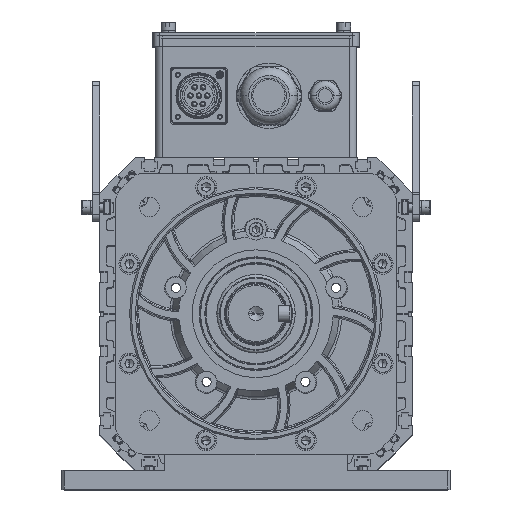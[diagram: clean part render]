
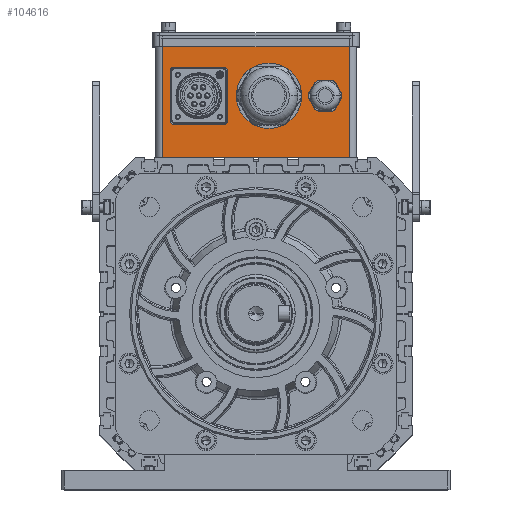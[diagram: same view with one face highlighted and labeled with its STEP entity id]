
A CAD part, top view. The second image highlights one B-rep face of the part: STEP entity #104616.
In plain terms, the highlighted planar face has unit normal (0, 0, 1).
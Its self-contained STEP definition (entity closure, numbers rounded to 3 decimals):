
#24 = EDGE_CURVE ( 'NONE', #138971, #23450, #50662, .T. ) ;
#196 = ORIENTED_EDGE ( 'NONE', *, *, #40501, .T. ) ;
#3092 = VECTOR ( 'NONE', #101910, 1000. ) ;
#3515 = EDGE_CURVE ( 'NONE', #79669, #89225, #14139, .T. ) ;
#4750 = ORIENTED_EDGE ( 'NONE', *, *, #31425, .F. ) ;
#7894 = VECTOR ( 'NONE', #68971, 1000. ) ;
#8006 = DIRECTION ( 'NONE',  ( 0., -1., 0. ) ) ;
#8492 = ORIENTED_EDGE ( 'NONE', *, *, #67021, .F. ) ;
#8721 = CARTESIAN_POINT ( 'NONE',  ( 49.25, 165.5, 39. ) ) ;
#9117 = DIRECTION ( 'NONE',  ( 0., 1., 0. ) ) ;
#9230 = EDGE_CURVE ( 'NONE', #18412, #123367, #94248, .T. ) ;
#9405 = VERTEX_POINT ( 'NONE', #71143 ) ;
#9996 = DIRECTION ( 'NONE',  ( 0., 1., 0. ) ) ;
#11117 = CIRCLE ( 'NONE', #54809, 2. ) ;
#12830 = CARTESIAN_POINT ( 'NONE',  ( -66.75, 111.5, 39. ) ) ;
#13368 = VECTOR ( 'NONE', #113484, 1000. ) ;
#13435 = VERTEX_POINT ( 'NONE', #116949 ) ;
#14139 = LINE ( 'NONE', #58031, #3092 ) ;
#15495 = CARTESIAN_POINT ( 'NONE',  ( -20.5, 173.75, 39. ) ) ;
#18412 = VERTEX_POINT ( 'NONE', #82173 ) ;
#18824 = EDGE_LOOP ( 'NONE', ( #196, #18991, #109206, #113137 ) ) ;
#18991 = ORIENTED_EDGE ( 'NONE', *, *, #3515, .F. ) ;
#19767 = CARTESIAN_POINT ( 'NONE',  ( -61., 173.75, 39. ) ) ;
#20588 = CARTESIAN_POINT ( 'NONE',  ( -59., 135.25, 39. ) ) ;
#21076 = FACE_BOUND ( 'NONE', #140536, .T. ) ;
#22521 = ORIENTED_EDGE ( 'NONE', *, *, #85829, .F. ) ;
#23450 = VERTEX_POINT ( 'NONE', #127568 ) ;
#23568 = AXIS2_PLACEMENT_3D ( 'NONE', #111744, #66428, #141985 ) ;
#23915 = PLANE ( 'NONE',  #23568 ) ;
#24335 = DIRECTION ( 'NONE',  ( 1., 0., 0. ) ) ;
#24973 = CIRCLE ( 'NONE', #132978, 18.25 ) ;
#27558 = AXIS2_PLACEMENT_3D ( 'NONE', #79082, #90579, #100676 ) ;
#29631 = CARTESIAN_POINT ( 'NONE',  ( -22.5, 173.75, 39. ) ) ;
#31425 = EDGE_CURVE ( 'NONE', #70500, #9405, #101601, .T. ) ;
#36588 = EDGE_CURVE ( 'NONE', #107999, #85912, #113554, .T. ) ;
#36761 = CIRCLE ( 'NONE', #48265, 10. ) ;
#36777 = EDGE_CURVE ( 'NONE', #100153, #107999, #11117, .T. ) ;
#38887 = CARTESIAN_POINT ( 'NONE',  ( 66.75, 111.5, 39. ) ) ;
#39018 = DIRECTION ( 'NONE',  ( 0., 0., 1. ) ) ;
#40501 = EDGE_CURVE ( 'NONE', #93865, #89225, #102037, .T. ) ;
#40947 = EDGE_CURVE ( 'NONE', #23450, #13435, #47884, .T. ) ;
#41488 = DIRECTION ( 'NONE',  ( 0., -1., 0. ) ) ;
#41525 = AXIS2_PLACEMENT_3D ( 'NONE', #29631, #39018, #8006 ) ;
#44288 = CARTESIAN_POINT ( 'NONE',  ( -66.75, 196.5, 39. ) ) ;
#46046 = ORIENTED_EDGE ( 'NONE', *, *, #136160, .F. ) ;
#47884 = LINE ( 'NONE', #15495, #100358 ) ;
#47928 = VECTOR ( 'NONE', #58861, 1000. ) ;
#48265 = AXIS2_PLACEMENT_3D ( 'NONE', #54317, #119824, #120518 ) ;
#49065 = EDGE_CURVE ( 'NONE', #123367, #18412, #36761, .T. ) ;
#49762 = DIRECTION ( 'NONE',  ( 0., -1., 0. ) ) ;
#50536 = DIRECTION ( 'NONE',  ( 0., 0., 1. ) ) ;
#50662 = CIRCLE ( 'NONE', #131125, 2. ) ;
#51057 = AXIS2_PLACEMENT_3D ( 'NONE', #124725, #50536, #70748 ) ;
#54317 = CARTESIAN_POINT ( 'NONE',  ( 49.25, 155.5, 39. ) ) ;
#54809 = AXIS2_PLACEMENT_3D ( 'NONE', #107700, #94800, #41488 ) ;
#54896 = FACE_BOUND ( 'NONE', #132199, .T. ) ;
#55969 = ORIENTED_EDGE ( 'NONE', *, *, #141001, .F. ) ;
#58031 = CARTESIAN_POINT ( 'NONE',  ( 66.75, 196.5, 39. ) ) ;
#58118 = CIRCLE ( 'NONE', #138549, 2. ) ;
#58861 = DIRECTION ( 'NONE',  ( 0., -1., 0. ) ) ;
#62415 = CARTESIAN_POINT ( 'NONE',  ( -66.75, 196.5, 39. ) ) ;
#62849 = VERTEX_POINT ( 'NONE', #109978 ) ;
#64571 = CARTESIAN_POINT ( 'NONE',  ( 9.25, 155.5, 39. ) ) ;
#64755 = CARTESIAN_POINT ( 'NONE',  ( -59., 137.25, 39. ) ) ;
#66428 = DIRECTION ( 'NONE',  ( 0., 0., -1. ) ) ;
#67021 = EDGE_CURVE ( 'NONE', #85912, #112080, #58118, .T. ) ;
#67208 = CARTESIAN_POINT ( 'NONE',  ( -22.5, 175.75, 39. ) ) ;
#68971 = DIRECTION ( 'NONE',  ( 1., 0., 0. ) ) ;
#70500 = VERTEX_POINT ( 'NONE', #122060 ) ;
#70748 = DIRECTION ( 'NONE',  ( 0., 1., 0. ) ) ;
#71143 = CARTESIAN_POINT ( 'NONE',  ( 9.25, 137.25, 39. ) ) ;
#72102 = DIRECTION ( 'NONE',  ( 0., 0., 1. ) ) ;
#74059 = CARTESIAN_POINT ( 'NONE',  ( 66.75, 196.5, 39. ) ) ;
#74256 = EDGE_CURVE ( 'NONE', #129275, #100153, #124301, .T. ) ;
#78130 = LINE ( 'NONE', #44288, #115892 ) ;
#78333 = LINE ( 'NONE', #79753, #7894 ) ;
#78645 = FACE_BOUND ( 'NONE', #79750, .T. ) ;
#79082 = CARTESIAN_POINT ( 'NONE',  ( 49.25, 155.5, 39. ) ) ;
#79669 = VERTEX_POINT ( 'NONE', #74059 ) ;
#79750 = EDGE_LOOP ( 'NONE', ( #4750, #55969 ) ) ;
#79753 = CARTESIAN_POINT ( 'NONE',  ( -59., 135.25, 39. ) ) ;
#81878 = CARTESIAN_POINT ( 'NONE',  ( -61., 173.75, 39. ) ) ;
#82173 = CARTESIAN_POINT ( 'NONE',  ( 49.25, 145.5, 39. ) ) ;
#85829 = EDGE_CURVE ( 'NONE', #13435, #129275, #89838, .T. ) ;
#85912 = VERTEX_POINT ( 'NONE', #110909 ) ;
#88182 = DIRECTION ( 'NONE',  ( 0., -1., 0. ) ) ;
#88735 = VECTOR ( 'NONE', #24335, 1000. ) ;
#89225 = VERTEX_POINT ( 'NONE', #38887 ) ;
#89838 = CIRCLE ( 'NONE', #41525, 2. ) ;
#90579 = DIRECTION ( 'NONE',  ( 0., 0., 1. ) ) ;
#93320 = ORIENTED_EDGE ( 'NONE', *, *, #74256, .F. ) ;
#93865 = VERTEX_POINT ( 'NONE', #102150 ) ;
#94248 = CIRCLE ( 'NONE', #27558, 10. ) ;
#94800 = DIRECTION ( 'NONE',  ( 0., 0., 1. ) ) ;
#97254 = CARTESIAN_POINT ( 'NONE',  ( -22.5, 135.25, 39. ) ) ;
#100153 = VERTEX_POINT ( 'NONE', #111347 ) ;
#100358 = VECTOR ( 'NONE', #124910, 1000. ) ;
#100676 = DIRECTION ( 'NONE',  ( 0., 1., 0. ) ) ;
#101601 = CIRCLE ( 'NONE', #51057, 18.25 ) ;
#101778 = ORIENTED_EDGE ( 'NONE', *, *, #36588, .F. ) ;
#101910 = DIRECTION ( 'NONE',  ( 0., -1., 0. ) ) ;
#102037 = LINE ( 'NONE', #12830, #88735 ) ;
#102150 = CARTESIAN_POINT ( 'NONE',  ( -66.75, 111.5, 39. ) ) ;
#104460 = CARTESIAN_POINT ( 'NONE',  ( -22.5, 137.25, 39. ) ) ;
#104616 = ADVANCED_FACE ( 'NONE', ( #78645, #21076, #122543, #54896 ), #23915, .F. ) ;
#104884 = LINE ( 'NONE', #62415, #122472 ) ;
#104952 = ORIENTED_EDGE ( 'NONE', *, *, #9230, .F. ) ;
#107700 = CARTESIAN_POINT ( 'NONE',  ( -59., 173.75, 39. ) ) ;
#107733 = DIRECTION ( 'NONE',  ( 0., 0., 1. ) ) ;
#107999 = VERTEX_POINT ( 'NONE', #19767 ) ;
#108633 = DIRECTION ( 'NONE',  ( 0., 0., 1. ) ) ;
#109206 = ORIENTED_EDGE ( 'NONE', *, *, #128670, .F. ) ;
#109978 = CARTESIAN_POINT ( 'NONE',  ( -66.75, 196.5, 39. ) ) ;
#110909 = CARTESIAN_POINT ( 'NONE',  ( -61., 137.25, 39. ) ) ;
#111347 = CARTESIAN_POINT ( 'NONE',  ( -59., 175.75, 39. ) ) ;
#111744 = CARTESIAN_POINT ( 'NONE',  ( -66.75, 196.5, 39. ) ) ;
#112080 = VERTEX_POINT ( 'NONE', #20588 ) ;
#113137 = ORIENTED_EDGE ( 'NONE', *, *, #116758, .T. ) ;
#113484 = DIRECTION ( 'NONE',  ( -1., 0., 0. ) ) ;
#113554 = LINE ( 'NONE', #81878, #47928 ) ;
#114519 = ORIENTED_EDGE ( 'NONE', *, *, #24, .F. ) ;
#114699 = ORIENTED_EDGE ( 'NONE', *, *, #36777, .F. ) ;
#115892 = VECTOR ( 'NONE', #88182, 1000. ) ;
#116758 = EDGE_CURVE ( 'NONE', #62849, #93865, #78130, .T. ) ;
#116949 = CARTESIAN_POINT ( 'NONE',  ( -20.5, 173.75, 39. ) ) ;
#119824 = DIRECTION ( 'NONE',  ( 0., 0., 1. ) ) ;
#120518 = DIRECTION ( 'NONE',  ( 0., 1., 0. ) ) ;
#122060 = CARTESIAN_POINT ( 'NONE',  ( 9.25, 173.75, 39. ) ) ;
#122472 = VECTOR ( 'NONE', #137990, 1000. ) ;
#122543 = FACE_OUTER_BOUND ( 'NONE', #18824, .T. ) ;
#123367 = VERTEX_POINT ( 'NONE', #8721 ) ;
#124301 = LINE ( 'NONE', #136504, #13368 ) ;
#124725 = CARTESIAN_POINT ( 'NONE',  ( 9.25, 155.5, 39. ) ) ;
#124910 = DIRECTION ( 'NONE',  ( 0., 1., 0. ) ) ;
#127568 = CARTESIAN_POINT ( 'NONE',  ( -20.5, 137.25, 39. ) ) ;
#128670 = EDGE_CURVE ( 'NONE', #62849, #79669, #104884, .T. ) ;
#129275 = VERTEX_POINT ( 'NONE', #67208 ) ;
#131125 = AXIS2_PLACEMENT_3D ( 'NONE', #104460, #72102, #49762 ) ;
#132199 = EDGE_LOOP ( 'NONE', ( #8492, #101778, #114699, #93320, #22521, #132777, #114519, #46046 ) ) ;
#132777 = ORIENTED_EDGE ( 'NONE', *, *, #40947, .F. ) ;
#132978 = AXIS2_PLACEMENT_3D ( 'NONE', #64571, #107733, #9117 ) ;
#134123 = ORIENTED_EDGE ( 'NONE', *, *, #49065, .F. ) ;
#136160 = EDGE_CURVE ( 'NONE', #112080, #138971, #78333, .T. ) ;
#136504 = CARTESIAN_POINT ( 'NONE',  ( -59., 175.75, 39. ) ) ;
#137990 = DIRECTION ( 'NONE',  ( 1., 0., 0. ) ) ;
#138549 = AXIS2_PLACEMENT_3D ( 'NONE', #64755, #108633, #9996 ) ;
#138971 = VERTEX_POINT ( 'NONE', #97254 ) ;
#140536 = EDGE_LOOP ( 'NONE', ( #134123, #104952 ) ) ;
#141001 = EDGE_CURVE ( 'NONE', #9405, #70500, #24973, .T. ) ;
#141985 = DIRECTION ( 'NONE',  ( 0., -1., 0. ) ) ;
